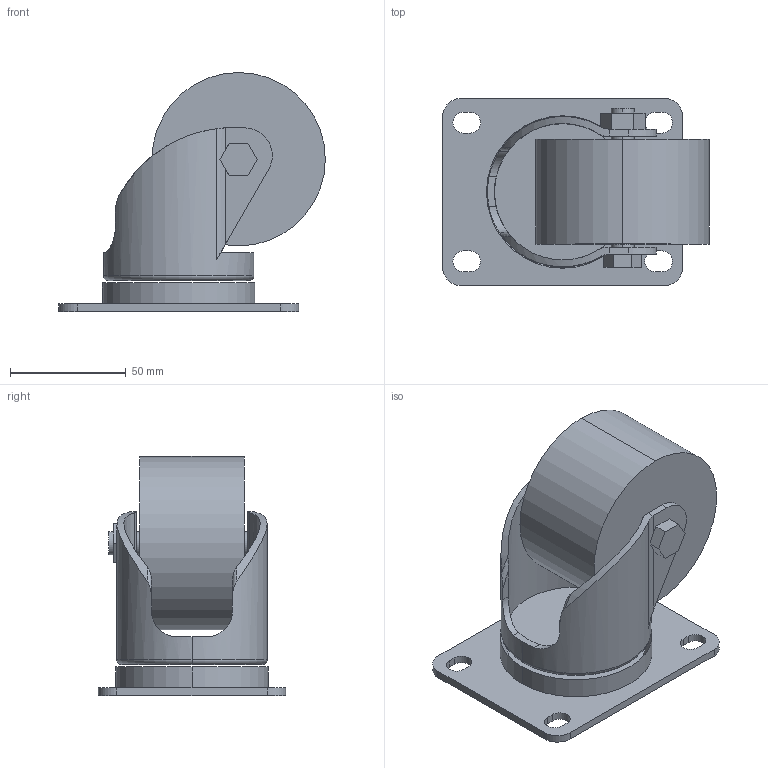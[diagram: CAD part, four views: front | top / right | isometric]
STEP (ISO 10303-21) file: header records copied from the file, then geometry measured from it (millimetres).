
FILE_DESCRIPTION((''),'2;1');
FILE_NAME('SK6-U75105P','2019-12-28T09:36:16',('Administrator'),(''),'CREO PARAMETRIC BY PTC INC, 2018500','CREO PARAMETRIC BY PTC INC, 2018500','');
FILE_SCHEMA(('CONFIG_CONTROL_DESIGN'));
Length unit declared in the file: millimetre
Products named in the file (1): SK6-U75105P
Bounding box: 115.3 x 81 x 103.35 mm (x, y, z)
Volume: 280528.7 mm3; surface area: 63108.2 mm2
Topology: 2 solids, 3 shells, 93 faces, 245 edges, 162 vertices
Faces by surface type: plane 48, cylinder 39, torus 4, cone 2
Entity records: 3063 total; most frequent: CARTESIAN_POINT 678, ORIENTED_EDGE 490, DIRECTION 483, EDGE_CURVE 245, AXIS2_PLACEMENT_3D 173, VERTEX_POINT 162, VECTOR 137, LINE 137
